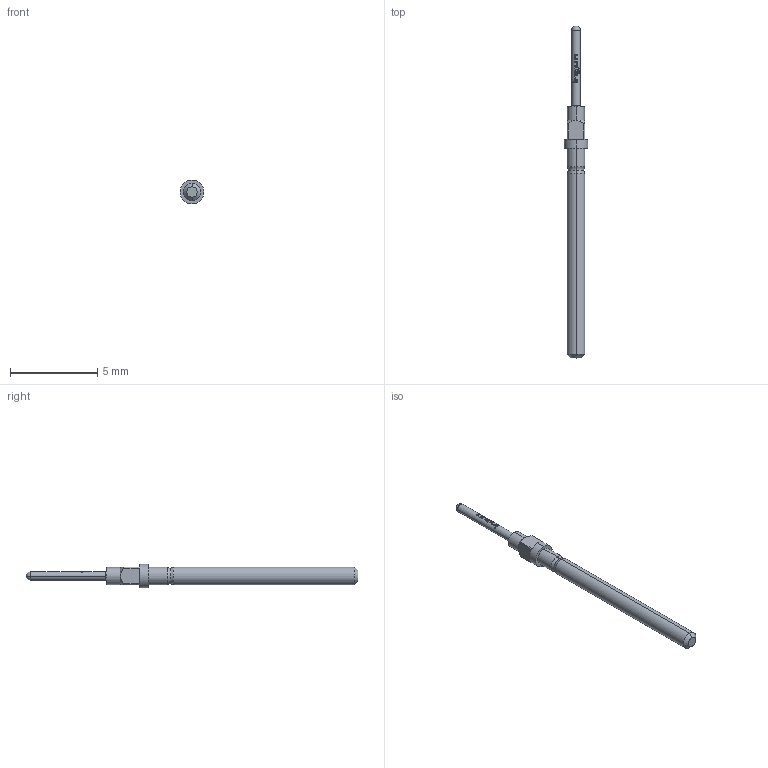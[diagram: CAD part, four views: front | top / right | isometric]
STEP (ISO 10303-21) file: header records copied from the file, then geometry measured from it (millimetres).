
FILE_DESCRIPTION (( 'STEP AP203' ), '1' );
FILE_NAME ('INGUN_GKS-001_305_050_A_xx02_M.STEP', '2021-09-08T05:59:14', ( 'ochi' ), ( '' ), 'SwSTEP 2.0', 'SolidWorks 2018', '' );
FILE_SCHEMA (( 'CONFIG_CONTROL_DESIGN' ));
Length unit declared in the file: millimetre
Products named in the file (1): INGUN_GKS-001_305_050_A_xx02_M
Bounding box: 1.35 x 19 x 1.35 mm (x, y, z)
Volume: 12.6 mm3; surface area: 55.8 mm2
Topology: 1 solids, 1 shells, 101 faces, 264 edges, 171 vertices
Faces by surface type: plane 51, bspline 22, cylinder 16, cone 6, torus 4, sphere 2
Entity records: 3403 total; most frequent: CARTESIAN_POINT 1037, ORIENTED_EDGE 520, DIRECTION 408, EDGE_CURVE 260, VERTEX_POINT 169, AXIS2_PLACEMENT_3D 160, EDGE_LOOP 109, ADVANCED_FACE 101
